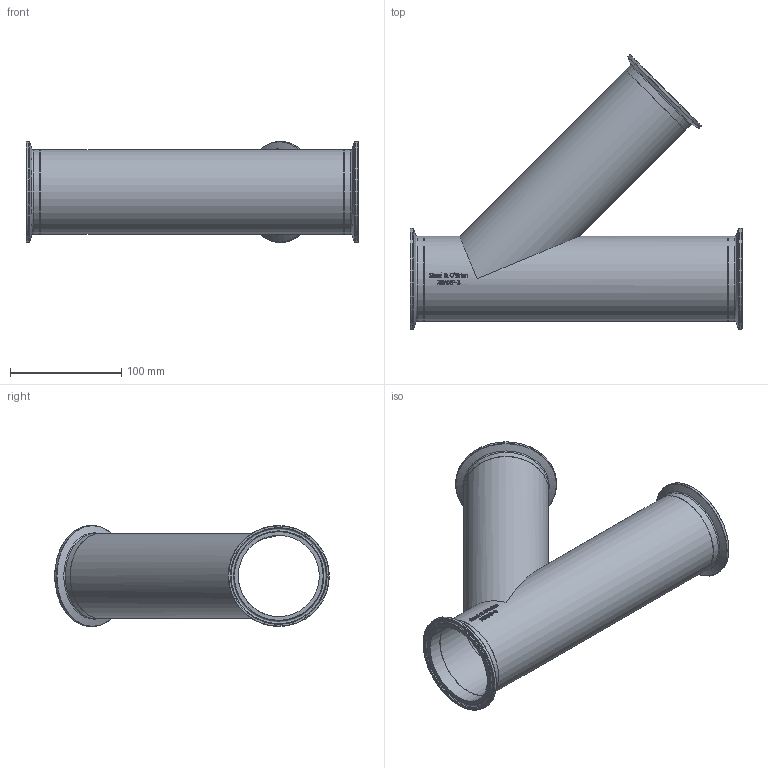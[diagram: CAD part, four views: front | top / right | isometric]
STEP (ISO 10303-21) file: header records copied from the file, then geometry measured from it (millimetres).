
FILE_DESCRIPTION(/* description */ (''),/* implementation_level */ '2;1');
FILE_NAME(/* name */ '28AMP-3.stp',/* time_stamp */ '2021-05-17T14:49:53-04:00',/* author */ ('rick'),/* organization */ (''),/* preprocessor_version */ 'ST-DEVELOPER v18',/* originating_system */ 'Autodesk Inventor 2020',/* authorisation */ '');
FILE_SCHEMA (('AUTOMOTIVE_DESIGN { 1 0 10303 214 3 1 1 }'));
Length unit declared in the file: inch
Products named in the file (1): 28AMP-3
Bounding box: 298.45 x 246.93 x 90.91 mm (x, y, z)
Volume: 203458 mm3; surface area: 233434.1 mm2
Topology: 1 solids, 1 shells, 399 faces, 1123 edges, 769 vertices
Faces by surface type: bspline 176, plane 144, cylinder 46, torus 24, cone 9
Full cylindrical faces by diameter (mm): 72.898 x5, 76.2 x5, 90.907 x3
Entity records: 17094 total; most frequent: CARTESIAN_POINT 7480, ORIENTED_EDGE 2246, DIRECTION 1534, EDGE_CURVE 1123, VERTEX_POINT 769, AXIS2_PLACEMENT_3D 539, LINE 456, VECTOR 456
